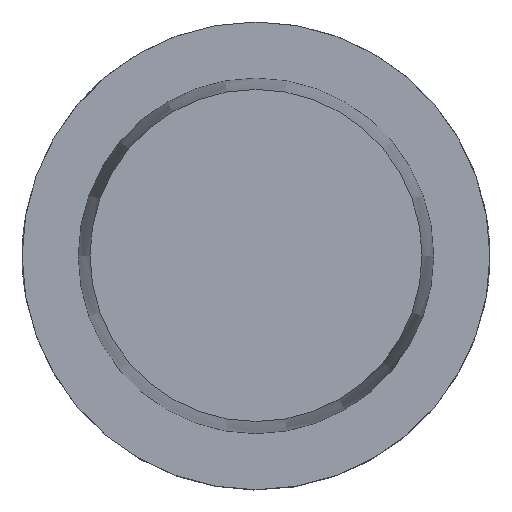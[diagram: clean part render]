
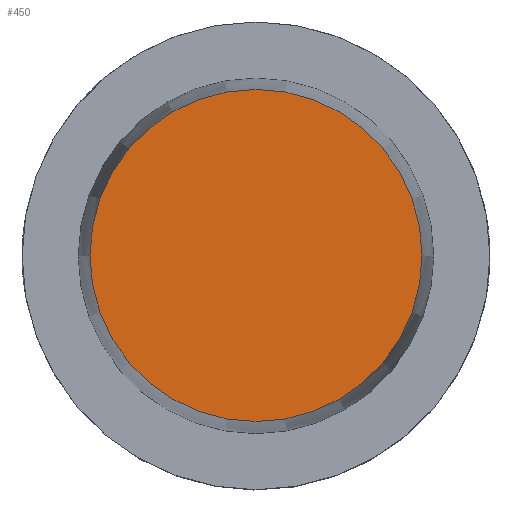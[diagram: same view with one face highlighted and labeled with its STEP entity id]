
A CAD part, top view. The second image highlights one B-rep face of the part: STEP entity #450.
In plain terms, the highlighted planar face has unit normal (0, 0, 1).
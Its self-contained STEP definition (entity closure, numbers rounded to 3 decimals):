
#450=ADVANCED_FACE('240[2]',(#964),#965,.T.);
#459=EDGE_CURVE('240[2]',#975,#975,#976,.T.);
#964=FACE_OUTER_BOUND('',#1920,.T.);
#965=PLANE('',#1921);
#975=VERTEX_POINT('',#1969);
#976=CIRCLE('',#1970,35.5);
#1920=EDGE_LOOP('',(#2713));
#1921=AXIS2_PLACEMENT_3D('',#2714,#2715,#2716);
#1969=CARTESIAN_POINT('',(-35.5,0.,50.0));
#1970=AXIS2_PLACEMENT_3D('',#2726,#2727,#2728);
#2713=ORIENTED_EDGE('',*,*,#459,.F.);
#2714=CARTESIAN_POINT('',(-17.75,0.,50.0));
#2715=DIRECTION('',(0.,0.,1.0));
#2716=DIRECTION('',(1.0,0.,0.0));
#2726=CARTESIAN_POINT('',(0.,0.,50.0));
#2727=DIRECTION('',(0.,0.,-1.0));
#2728=DIRECTION('',(-1.0,0.,0.));
